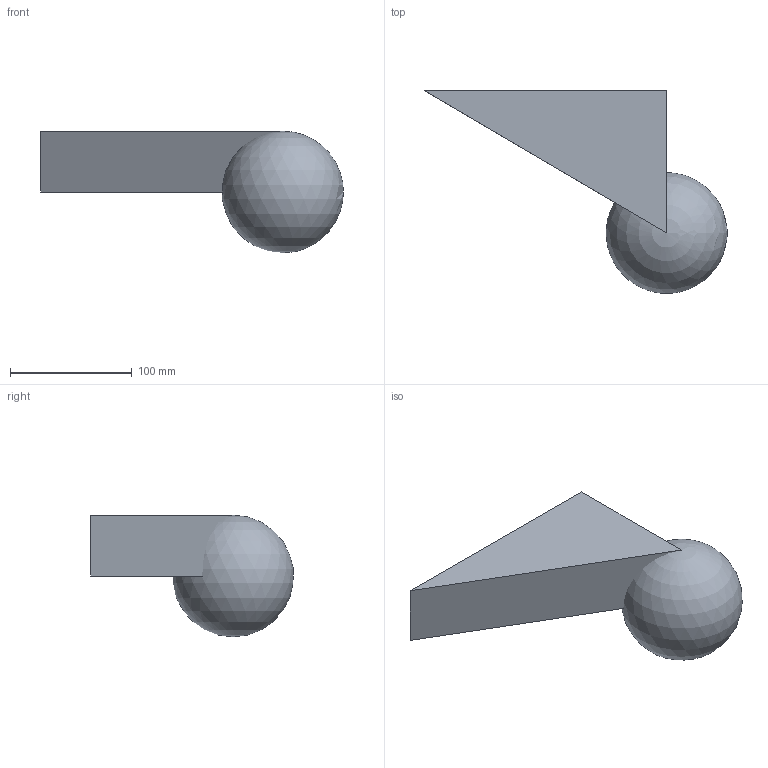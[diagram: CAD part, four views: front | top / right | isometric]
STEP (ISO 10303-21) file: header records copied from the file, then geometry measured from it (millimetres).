
FILE_DESCRIPTION(/* description */ ('CAx-IF Rec.Pracs.---Representation and Presentation of Product Manufacturing Information (PMI)---4.0---2014-10-13','CAx-IF Rec.Pracs.---3D Tessellated Geometry---0.4---2014-09-14','2;1','CAx-IF Rec.Pracs.---User Defined Attributes---1.5---2016-08-15'),/* implementation_level */ '2;1');
FILE_NAME(/* name */ 'STEP_AgriUAV2025',/* time_stamp */ '2025-01-14T10:29:37+01:00',/* author */ (''),/* organization */ (''),/* preprocessor_version */ 'ST-DEVELOPER v20',/* originating_system */ 'SIEMENS PLM Software NX2406.1700',/* authorisation */ $);
FILE_SCHEMA (('AP242_MANAGED_MODEL_BASED_3D_ENGINEERING_MIM_LF { 1 0 10303 442 3 1 4 }'));
Length unit declared in the file: millimetre
Products named in the file (4): AgriUAV; Propulsion_Sub-System; Propeller; Motor
Assembly tree (3 placements, depth 3):
  AgriUAV
    Propulsion_Sub-System
      Propeller
      Motor
Bounding box: 249 x 166.64 x 100 mm (x, y, z)
Volume: 1105673.8 mm3; surface area: 82041.2 mm2
Topology: 2 solids, 2 shells, 6 faces, 15 edges, 14 vertices
Faces by surface type: plane 5, sphere 1
Entity records: 1535 total; most frequent: DIRECTION 160, PROPERTY_DEFINITION 127, CARTESIAN_POINT 125, PROPERTY_DEFINITION_REPRESENTATION 122, REPRESENTATION 120, GENERAL_PROPERTY_ASSOCIATION 112, GENERAL_PROPERTY 112, DESCRIPTIVE_REPRESENTATION_ITEM 80
